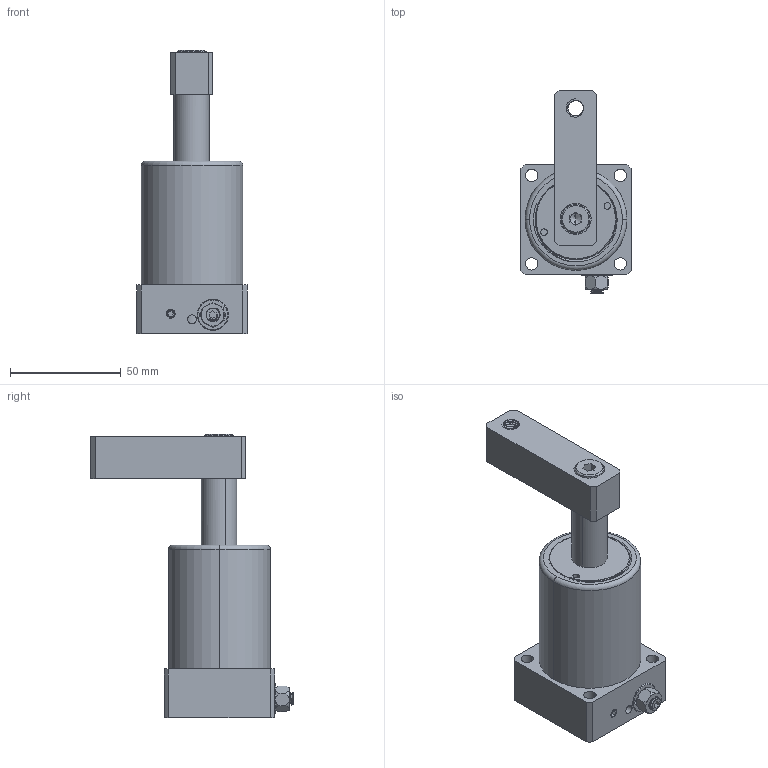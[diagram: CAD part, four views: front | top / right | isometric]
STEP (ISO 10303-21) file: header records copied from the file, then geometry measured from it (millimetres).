
FILE_DESCRIPTION (( 'STEP AP203' ), '1' );
FILE_NAME ('ASC-MF32S.STEP', '2019-05-11T06:09:56', ( 'User' ), ( 'china' ), 'SwSTEP 2.0', 'SolidWorks 2018', '' );
FILE_SCHEMA (( 'CONFIG_CONTROL_DESIGN' ));
Length unit declared in the file: millimetre
Products named in the file (10): CHS-MF25-TXF-02_1; m4_1; ASC-MF32S; M8LC_2; MF32S活塞杆; ASC-32SYB_2; CHS-TXF-01_1; m6_1; ASC-MF32掛极_1; ASC-MFヶ裔_1
Assembly tree (10 placements, depth 2):
  ASC-MF32S
    m4_1  x2
    M8LC_2
    MF32S活塞杆
    ASC-32SYB_2
    CHS-TXF-01_1
    m6_1
    ASC-MF32掛极_1
    ASC-MFヶ裔_1
    CHS-MF25-TXF-02_1
Bounding box: 50 x 91.5 x 128 mm (x, y, z)
Volume: 153770 mm3; surface area: 52227.6 mm2
Topology: 10 solids, 10 shells, 605 faces, 1671 edges, 1113 vertices
Faces by surface type: cylinder 346, plane 119, bspline 79, cone 59, torus 2
Entity records: 58195 total; most frequent: CARTESIAN_POINT 44324, ORIENTED_EDGE 3130, DIRECTION 1909, EDGE_CURVE 1565, VERTEX_POINT 1049, B_SPLINE_CURVE_WITH_KNOTS 829, AXIS2_PLACEMENT_3D 697, EDGE_LOOP 630
